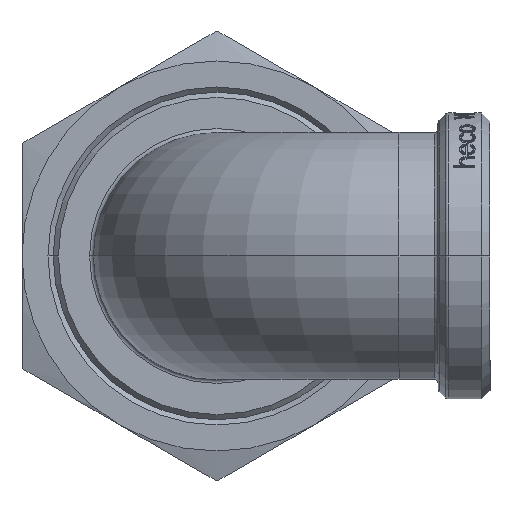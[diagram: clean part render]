
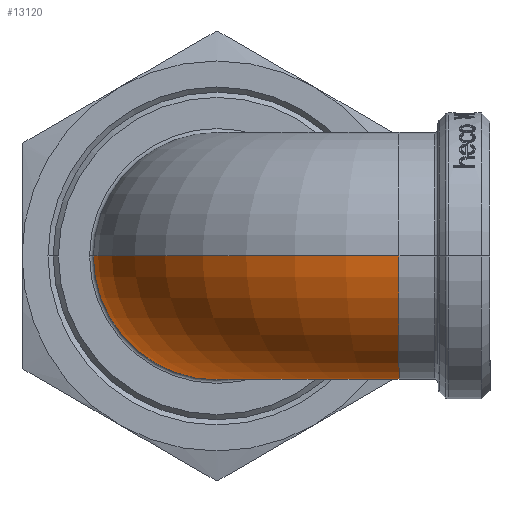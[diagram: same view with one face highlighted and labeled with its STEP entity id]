
A CAD part, left-side view. The second image highlights one B-rep face of the part: STEP entity #13120.
In plain terms, the highlighted toroidal (fillet/blend) face has major radius 14 mm and minor radius 9.5 mm.
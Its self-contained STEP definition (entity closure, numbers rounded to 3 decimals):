
#979 = CARTESIAN_POINT ( 'NONE',  ( -4.5, 0., 0. ) ) ;
#1089 = FACE_OUTER_BOUND ( 'NONE', #11513, .T. ) ;
#1970 = CIRCLE ( 'NONE', #2163, 9.5 ) ;
#1993 = CARTESIAN_POINT ( 'NONE',  ( 0., 0., 0. ) ) ;
#2163 = AXIS2_PLACEMENT_3D ( 'NONE', #13819, #15269, #12282 ) ;
#2993 = AXIS2_PLACEMENT_3D ( 'NONE', #1993, #3638, #18293 ) ;
#3136 = TOROIDAL_SURFACE ( 'NONE', #2993, 14., 9.5 ) ;
#3480 = VERTEX_POINT ( 'NONE', #13644 ) ;
#3638 = DIRECTION ( 'NONE',  ( 0., 0., -1. ) ) ;
#3890 = EDGE_CURVE ( 'NONE', #17760, #12709, #1970, .T. ) ;
#4324 = CARTESIAN_POINT ( 'NONE',  ( 0., 14., 0. ) ) ;
#4521 = CARTESIAN_POINT ( 'NONE',  ( 0., 14., 0. ) ) ;
#4953 = VERTEX_POINT ( 'NONE', #13938 ) ;
#4968 = CIRCLE ( 'NONE', #10730, 4.5 ) ;
#5187 = VERTEX_POINT ( 'NONE', #8675 ) ;
#5489 = ORIENTED_EDGE ( 'NONE', *, *, #14987, .F. ) ;
#5539 = DIRECTION ( 'NONE',  ( 0., 0., -1. ) ) ;
#5823 = ORIENTED_EDGE ( 'NONE', *, *, #3890, .F. ) ;
#6312 = AXIS2_PLACEMENT_3D ( 'NONE', #4521, #16247, #9032 ) ;
#6384 = DIRECTION ( 'NONE',  ( 0., 0., -1. ) ) ;
#7885 = ORIENTED_EDGE ( 'NONE', *, *, #9588, .F. ) ;
#8052 = CIRCLE ( 'NONE', #6312, 9.5 ) ;
#8675 = CARTESIAN_POINT ( 'NONE',  ( 0., 14., -9.5 ) ) ;
#9032 = DIRECTION ( 'NONE',  ( 0., 1., 0. ) ) ;
#9588 = EDGE_CURVE ( 'NONE', #12709, #4953, #4968, .T. ) ;
#10181 = DIRECTION ( 'NONE',  ( 1., 0., 0. ) ) ;
#10674 = DIRECTION ( 'NONE',  ( 0., 1., 0. ) ) ;
#10730 = AXIS2_PLACEMENT_3D ( 'NONE', #12211, #6384, #10674 ) ;
#11210 = AXIS2_PLACEMENT_3D ( 'NONE', #4324, #10181, #13192 ) ;
#11513 = EDGE_LOOP ( 'NONE', ( #5823, #14690, #18687, #5489, #7885 ) ) ;
#11711 = CIRCLE ( 'NONE', #11210, 9.5 ) ;
#11713 = CARTESIAN_POINT ( 'NONE',  ( -23.5, 0., 0. ) ) ;
#12211 = CARTESIAN_POINT ( 'NONE',  ( 0., 0., 0. ) ) ;
#12282 = DIRECTION ( 'NONE',  ( -1., 0., 0. ) ) ;
#12709 = VERTEX_POINT ( 'NONE', #979 ) ;
#12821 = AXIS2_PLACEMENT_3D ( 'NONE', #14355, #5539, #17169 ) ;
#13120 = ADVANCED_FACE ( 'NONE', ( #1089 ), #3136, .T. ) ;
#13192 = DIRECTION ( 'NONE',  ( 0., 1., 0. ) ) ;
#13644 = CARTESIAN_POINT ( 'NONE',  ( 0., 23.5, 0. ) ) ;
#13819 = CARTESIAN_POINT ( 'NONE',  ( -14., 0., 0. ) ) ;
#13938 = CARTESIAN_POINT ( 'NONE',  ( 0., 4.5, 0. ) ) ;
#14355 = CARTESIAN_POINT ( 'NONE',  ( 0., 0., 0. ) ) ;
#14690 = ORIENTED_EDGE ( 'NONE', *, *, #16958, .T. ) ;
#14987 = EDGE_CURVE ( 'NONE', #4953, #5187, #11711, .T. ) ;
#15008 = EDGE_CURVE ( 'NONE', #5187, #3480, #8052, .T. ) ;
#15269 = DIRECTION ( 'NONE',  ( 0., -1., 0. ) ) ;
#16247 = DIRECTION ( 'NONE',  ( 1., 0., 0. ) ) ;
#16578 = CIRCLE ( 'NONE', #12821, 23.5 ) ;
#16958 = EDGE_CURVE ( 'NONE', #17760, #3480, #16578, .T. ) ;
#17169 = DIRECTION ( 'NONE',  ( 0., 1., 0. ) ) ;
#17760 = VERTEX_POINT ( 'NONE', #11713 ) ;
#18293 = DIRECTION ( 'NONE',  ( 0., 1., 0. ) ) ;
#18687 = ORIENTED_EDGE ( 'NONE', *, *, #15008, .F. ) ;
